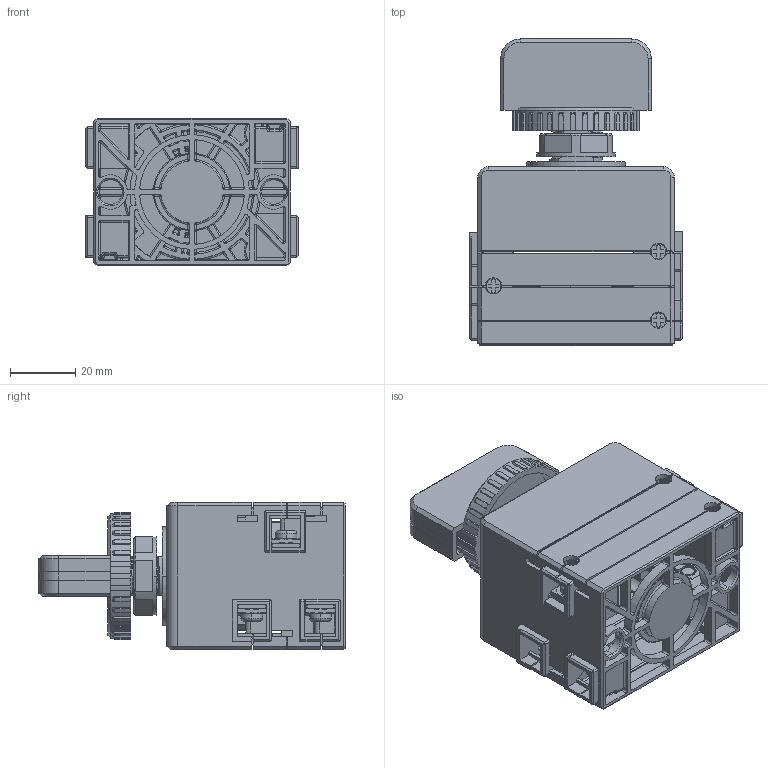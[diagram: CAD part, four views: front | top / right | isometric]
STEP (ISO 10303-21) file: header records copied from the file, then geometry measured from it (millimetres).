
FILE_DESCRIPTION((''),'2;1');
FILE_NAME('CDGNE-50-3','2023-08-03T',('chunfeng.wu'),(''),'PRO/ENGINEER BY PARAMETRIC TECHNOLOGY CORPORATION, 2015440','PRO/ENGINEER BY PARAMETRIC TECHNOLOGY CORPORATION, 2015440','');
FILE_SCHEMA(('CONFIG_CONTROL_DESIGN'));
Products named in the file (1): CDGNE-50-3
Bounding box: 65 x 93.5 x 45 mm (x, y, z)
Volume: 50466.4 mm3; surface area: 58015 mm2
Topology: 3 solids, 3 shells, 4212 faces, 11169 edges, 6867 vertices
Faces by surface type: plane 1946, cylinder 1402, sphere 377, torus 223, cone 116, bspline 86, extrusion 62
Entity records: 139420 total; most frequent: CARTESIAN_POINT 34555, ORIENTED_EDGE 22248, DIRECTION 21818, EDGE_CURVE 11124, AXIS2_PLACEMENT_3D 7437, VECTOR 6944, LINE 6882, VERTEX_POINT 6867
